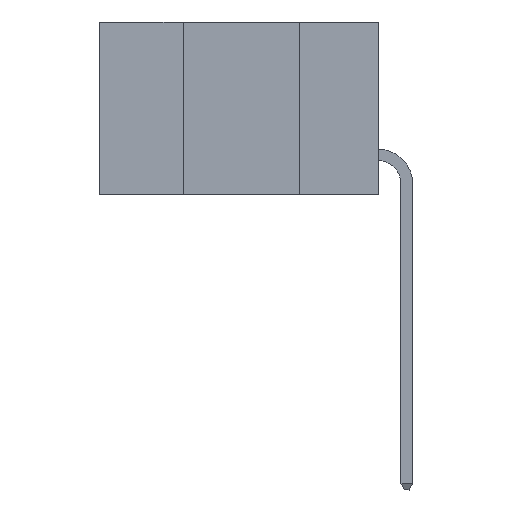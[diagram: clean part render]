
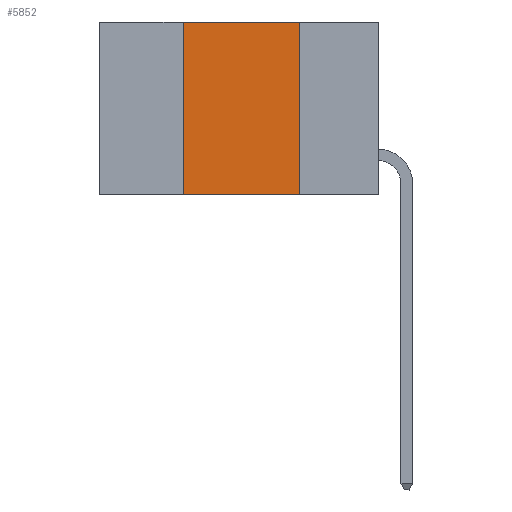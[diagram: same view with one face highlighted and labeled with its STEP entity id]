
A CAD part, left-side view. The second image highlights one B-rep face of the part: STEP entity #5852.
In plain terms, the highlighted planar face has unit normal (-1, 0, 0).
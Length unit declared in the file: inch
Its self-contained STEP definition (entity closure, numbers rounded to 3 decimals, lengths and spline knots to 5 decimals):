
#468 = EDGE_LOOP ( 'NONE', ( #7234, #14772, #13119, #5634 ) ) ;
#2165 = VERTEX_POINT ( 'NONE', #2926 ) ;
#2565 = AXIS2_PLACEMENT_3D ( 'NONE', #14391, #11070, #21980 ) ;
#2926 = CARTESIAN_POINT ( 'NONE',  ( 0., 0.17, -0.37 ) ) ;
#3453 = VECTOR ( 'NONE', #6483, 39.37008 ) ;
#3890 = LINE ( 'NONE', #19036, #18020 ) ;
#4766 = VERTEX_POINT ( 'NONE', #10178 ) ;
#5184 = VECTOR ( 'NONE', #23214, 39.37008 ) ;
#5634 = ORIENTED_EDGE ( 'NONE', *, *, #16444, .T. ) ;
#5681 = VERTEX_POINT ( 'NONE', #6223 ) ;
#5852 = ADVANCED_FACE ( 'NONE', ( #7441 ), #11202, .F. ) ;
#6223 = CARTESIAN_POINT ( 'NONE',  ( 0., 0.17, 0. ) ) ;
#6483 = DIRECTION ( 'NONE',  ( 0., -1., 0. ) ) ;
#6637 = VECTOR ( 'NONE', #15873, 39.37008 ) ;
#7234 = ORIENTED_EDGE ( 'NONE', *, *, #22356, .F. ) ;
#7441 = FACE_OUTER_BOUND ( 'NONE', #468, .T. ) ;
#7643 = DIRECTION ( 'NONE',  ( 0., 0., 1. ) ) ;
#10178 = CARTESIAN_POINT ( 'NONE',  ( 0., 0.42, -0.37 ) ) ;
#11070 = DIRECTION ( 'NONE',  ( 1., 0., 0. ) ) ;
#11202 = PLANE ( 'NONE',  #2565 ) ;
#12263 = CARTESIAN_POINT ( 'NONE',  ( 0., 0.6, -0.37 ) ) ;
#13119 = ORIENTED_EDGE ( 'NONE', *, *, #23579, .F. ) ;
#13375 = VERTEX_POINT ( 'NONE', #24586 ) ;
#13735 = LINE ( 'NONE', #23209, #6637 ) ;
#13995 = CARTESIAN_POINT ( 'NONE',  ( 0., 0.17, -0.37 ) ) ;
#14391 = CARTESIAN_POINT ( 'NONE',  ( 0., 0.6, 0. ) ) ;
#14772 = ORIENTED_EDGE ( 'NONE', *, *, #16774, .F. ) ;
#15873 = DIRECTION ( 'NONE',  ( 0., -1., 0. ) ) ;
#16444 = EDGE_CURVE ( 'NONE', #4766, #2165, #23885, .T. ) ;
#16774 = EDGE_CURVE ( 'NONE', #13375, #5681, #13735, .T. ) ;
#18020 = VECTOR ( 'NONE', #7643, 39.37008 ) ;
#19036 = CARTESIAN_POINT ( 'NONE',  ( 0., 0.42, -0.37 ) ) ;
#19616 = LINE ( 'NONE', #13995, #5184 ) ;
#21980 = DIRECTION ( 'NONE',  ( 0., 0., -1. ) ) ;
#22356 = EDGE_CURVE ( 'NONE', #5681, #2165, #19616, .T. ) ;
#23209 = CARTESIAN_POINT ( 'NONE',  ( 0., 0.6, 0. ) ) ;
#23214 = DIRECTION ( 'NONE',  ( 0., 0., -1. ) ) ;
#23579 = EDGE_CURVE ( 'NONE', #4766, #13375, #3890, .T. ) ;
#23885 = LINE ( 'NONE', #12263, #3453 ) ;
#24586 = CARTESIAN_POINT ( 'NONE',  ( 0., 0.42, 0. ) ) ;
